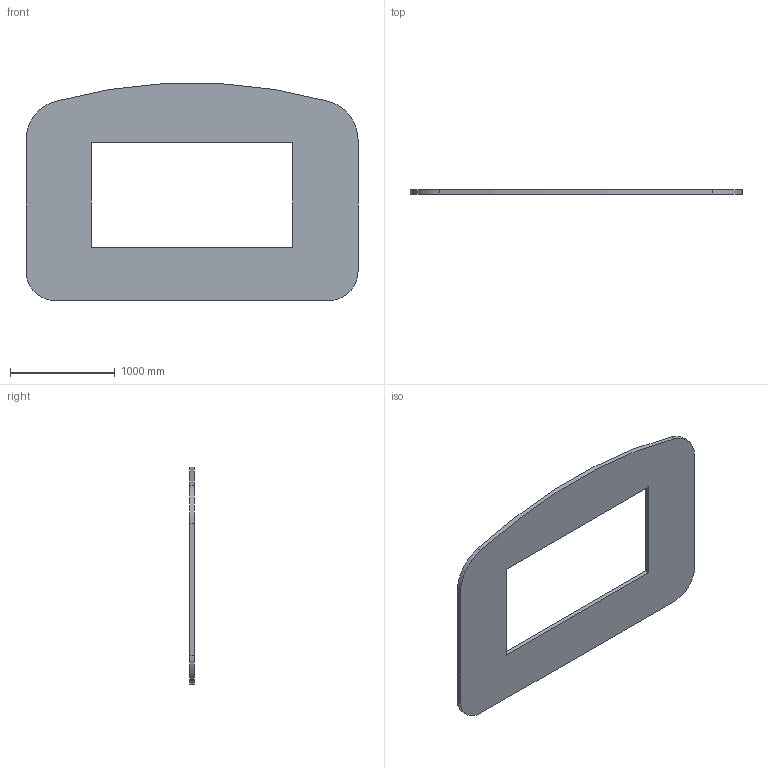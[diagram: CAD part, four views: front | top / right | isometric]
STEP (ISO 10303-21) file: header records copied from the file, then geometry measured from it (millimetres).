
FILE_DESCRIPTION((''),'2;1');
FILE_NAME('PLAQUE','2023-09-16T',('franck'),(''),'CREO PARAMETRIC BY PTC INC, 2016130','CREO PARAMETRIC BY PTC INC, 2016130','');
FILE_SCHEMA(('CONFIG_CONTROL_DESIGN'));
Length unit declared in the file: inch
Products named in the file (1): PLAQUE
Bounding box: 3175 x 43.18 x 2075.65 mm (x, y, z)
Volume: 187225341.6 mm3; surface area: 9341921.9 mm2
Topology: 1 solids, 1 shells, 14 faces, 36 edges, 24 vertices
Faces by surface type: plane 9, cylinder 5
Entity records: 474 total; most frequent: DIRECTION 74, CARTESIAN_POINT 74, ORIENTED_EDGE 72, EDGE_CURVE 36, VECTOR 26, LINE 26, AXIS2_PLACEMENT_3D 24, VERTEX_POINT 24
